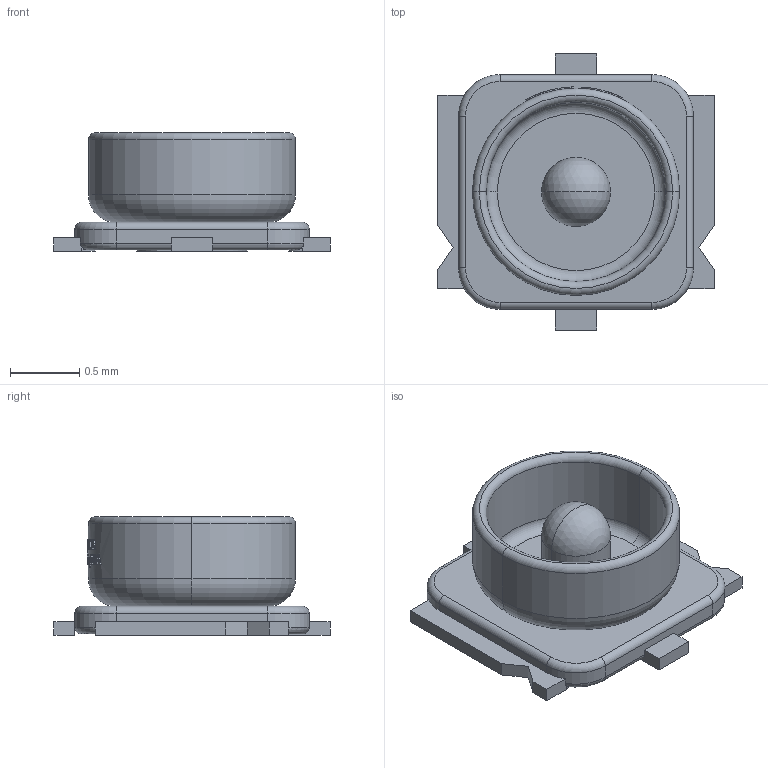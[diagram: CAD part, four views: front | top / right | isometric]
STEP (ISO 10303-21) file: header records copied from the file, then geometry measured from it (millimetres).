
FILE_DESCRIPTION (( 'STEP AP214' ), '1' );
FILE_NAME ('ANT-SMD_L1.7-W1.7-H0.8-LS2.0.step', '2022-06-14T10:02:15', ( '' ), ( '' ), 'SwSTEP 2.0', 'SolidWorks 2020', '' );
FILE_SCHEMA (( 'AUTOMOTIVE_DESIGN' ));
Length unit declared in the file: millimetre
Products named in the file (1): ANT-SMD_L1.7-W1.7-H0.8-LS2.0
Bounding box: 2 x 2 x 0.86 mm (x, y, z)
Volume: 1 mm3; surface area: 17 mm2
Topology: 2 solids, 2 shells, 310 faces, 837 edges, 549 vertices
Faces by surface type: plane 125, bspline 121, cylinder 46, torus 16, sphere 2
Entity records: 13837 total; most frequent: CARTESIAN_POINT 3603, ORIENTED_EDGE 1666, DIRECTION 990, EDGE_CURVE 833, VERTEX_POINT 547, B_SPLINE_CURVE_WITH_KNOTS 399, AXIS2_PLACEMENT_3D 366, EDGE_LOOP 330
